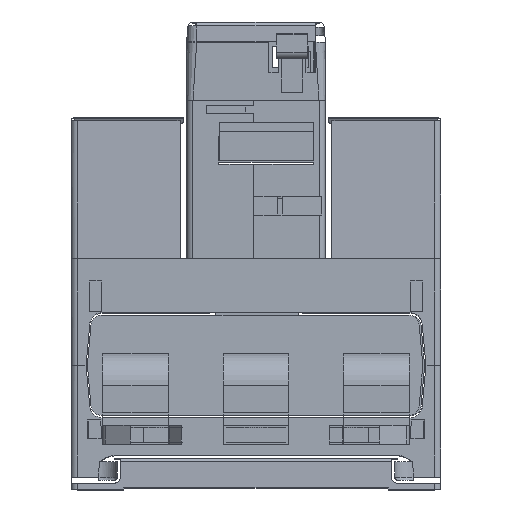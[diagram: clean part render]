
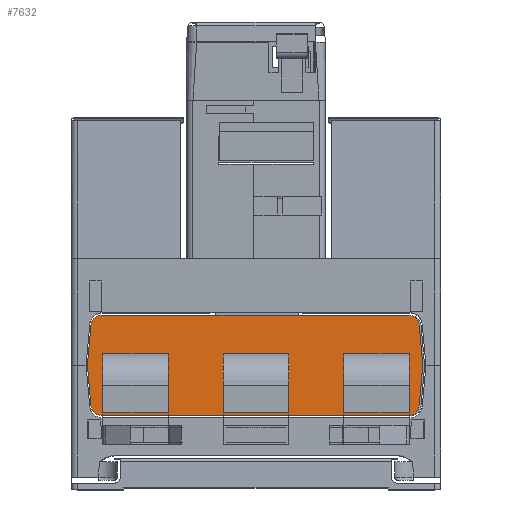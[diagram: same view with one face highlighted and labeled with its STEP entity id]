
A CAD part, top view. The second image highlights one B-rep face of the part: STEP entity #7632.
In plain terms, the highlighted planar face has unit normal (0, 0.009, 1).
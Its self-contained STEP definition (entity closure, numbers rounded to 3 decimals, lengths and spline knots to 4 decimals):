
#7521=CARTESIAN_POINT('',(1.9442,-1.807,1.5701));
#7522=DIRECTION('',(0.,-0.009,-1.));
#7523=DIRECTION('',(0.996,-0.087,0.001));
#7524=AXIS2_PLACEMENT_3D('',#7521,#7522,#7523);
#7526=DIRECTION('',(-1.,0.,0.));
#7527=VECTOR('',#7526,3.9116);
#7528=CARTESIAN_POINT('',(1.9442,-1.9445,1.5713));
#7529=LINE('',#7528,#7527);
#7530=CARTESIAN_POINT('',(-1.9674,-1.807,
1.5701));
#7531=DIRECTION('',(0.,-0.009,-1.));
#7532=DIRECTION('',(0.,-1.,0.009));
#7533=AXIS2_PLACEMENT_3D('',#7530,#7531,#7532);
#7535=DIRECTION('',(-0.087,0.996,-0.009));
#7536=VECTOR('',#7535,0.5095);
#7537=CARTESIAN_POINT('',(-2.1044,-1.819,
1.5702));
#7538=LINE('',#7537,#7536);
#7539=CARTESIAN_POINT('',(-2.1488,-1.3114,
1.5658));
#7540=CARTESIAN_POINT('',(-2.1489,-1.3102,
1.5658));
#7541=CARTESIAN_POINT('',(-2.1491,-1.3077,
1.5657));
#7542=CARTESIAN_POINT('',(-2.1491,-1.3037,
1.5657));
#7543=CARTESIAN_POINT('',(-2.149,-1.3009,
1.5657));
#7544=CARTESIAN_POINT('',(-2.1488,-1.2994,
1.5657));
#7546=DIRECTION('',(0.087,0.996,-0.009));
#7547=VECTOR('',#7546,0.5095);
#7548=CARTESIAN_POINT('',(-2.1488,-1.2994,
1.5657));
#7549=LINE('',#7548,#7547);
#7550=CARTESIAN_POINT('',(-1.9674,-0.8039,
1.5613));
#7551=DIRECTION('',(0.,-0.009,-1.));
#7552=DIRECTION('',(-0.996,0.087,-0.001));
#7553=AXIS2_PLACEMENT_3D('',#7550,#7551,#7552);
#7555=DIRECTION('',(1.,0.,0.));
#7556=VECTOR('',#7555,3.9116);
#7557=CARTESIAN_POINT('',(-1.9674,-0.6663,
1.5601));
#7558=LINE('',#7557,#7556);
#7559=CARTESIAN_POINT('',(1.9442,-0.8039,
1.5613));
#7560=DIRECTION('',(0.,-0.009,-1.));
#7561=DIRECTION('',(0.,1.,-0.009));
#7562=AXIS2_PLACEMENT_3D('',#7559,#7560,#7561);
#7564=DIRECTION('',(0.087,-0.996,0.009));
#7565=VECTOR('',#7564,0.5095);
#7566=CARTESIAN_POINT('',(2.0812,-0.7919,
1.5612));
#7567=LINE('',#7566,#7565);
#7568=CARTESIAN_POINT('',(2.1256,-1.2994,1.5657));
#7569=CARTESIAN_POINT('',(2.1258,-1.3007,1.5657));
#7570=CARTESIAN_POINT('',(2.1259,-1.3032,1.5657));
#7571=CARTESIAN_POINT('',(2.1259,-1.3072,1.5657));
#7572=CARTESIAN_POINT('',(2.1258,-1.31,1.5658));
#7573=CARTESIAN_POINT('',(2.1256,-1.3114,1.5658));
#7575=DIRECTION('',(-0.087,-0.996,0.009));
#7576=VECTOR('',#7575,0.5095);
#7577=CARTESIAN_POINT('',(2.1256,-1.3114,1.5658));
#7578=LINE('',#7577,#7576);
#7579=CARTESIAN_POINT('',(1.9442,-1.9445,1.5713));
#7580=CARTESIAN_POINT('',(2.0812,-1.819,1.5702));
#7581=VERTEX_POINT('',#7579);
#7582=VERTEX_POINT('',#7580);
#7583=CARTESIAN_POINT('',(2.1256,-1.3114,1.5658));
#7584=VERTEX_POINT('',#7583);
#7585=VERTEX_POINT('',#7568);
#7586=CARTESIAN_POINT('',(2.0812,-0.7919,
1.5612));
#7587=VERTEX_POINT('',#7586);
#7588=CARTESIAN_POINT('',(1.9442,-0.6663,
1.5601));
#7589=VERTEX_POINT('',#7588);
#7590=CARTESIAN_POINT('',(-1.9674,-0.6663,
1.5601));
#7591=VERTEX_POINT('',#7590);
#7592=CARTESIAN_POINT('',(-2.1044,-0.7919,
1.5612));
#7593=VERTEX_POINT('',#7592);
#7594=CARTESIAN_POINT('',(-2.1488,-1.2994,
1.5657));
#7595=VERTEX_POINT('',#7594);
#7596=VERTEX_POINT('',#7539);
#7597=CARTESIAN_POINT('',(-2.1044,-1.819,
1.5702));
#7598=VERTEX_POINT('',#7597);
#7599=CARTESIAN_POINT('',(-1.9674,-1.9445,
1.5713));
#7600=VERTEX_POINT('',#7599);
#7601=CARTESIAN_POINT('',(-0.0116,-1.3054,
1.5657));
#7602=DIRECTION('',(0.,0.009,1.));
#7603=DIRECTION('',(1.,0.,0.));
#7604=AXIS2_PLACEMENT_3D('',#7601,#7602,#7603);
#7605=PLANE('',#7604);
#7607=ORIENTED_EDGE('',*,*,#7606,.T.);
#7609=ORIENTED_EDGE('',*,*,#7608,.T.);
#7611=ORIENTED_EDGE('',*,*,#7610,.T.);
#7613=ORIENTED_EDGE('',*,*,#7612,.T.);
#7615=ORIENTED_EDGE('',*,*,#7614,.T.);
#7617=ORIENTED_EDGE('',*,*,#7616,.T.);
#7619=ORIENTED_EDGE('',*,*,#7618,.T.);
#7621=ORIENTED_EDGE('',*,*,#7620,.T.);
#7623=ORIENTED_EDGE('',*,*,#7622,.T.);
#7625=ORIENTED_EDGE('',*,*,#7624,.T.);
#7627=ORIENTED_EDGE('',*,*,#7626,.T.);
#7629=ORIENTED_EDGE('',*,*,#7628,.T.);
#7630=EDGE_LOOP('',(#7607,#7609,#7611,#7613,#7615,#7617,#7619,#7621,#7623,#7625,
#7627,#7629));
#7631=FACE_OUTER_BOUND('',#7630,.F.);
#7632=ADVANCED_FACE('',(#7631),#7605,.T.);
#7525=CIRCLE('',#7524,0.1375);
#7534=CIRCLE('',#7533,0.1375);
#7545=B_SPLINE_CURVE_WITH_KNOTS('',3,(#7539,#7540,#7541,#7542,#7543,#7544),
.UNSPECIFIED.,.F.,.F.,(4,1,1,4),(0.,0.3333,0.6667,1.),
.UNSPECIFIED.);
#7554=CIRCLE('',#7553,0.1375);
#7563=CIRCLE('',#7562,0.1375);
#7574=B_SPLINE_CURVE_WITH_KNOTS('',3,(#7568,#7569,#7570,#7571,#7572,#7573),
.UNSPECIFIED.,.F.,.F.,(4,1,1,4),(0.,0.3333,0.6667,1.),
.UNSPECIFIED.);
#7606=EDGE_CURVE('',#7582,#7581,#7525,.T.);
#7608=EDGE_CURVE('',#7581,#7600,#7529,.T.);
#7610=EDGE_CURVE('',#7600,#7598,#7534,.T.);
#7612=EDGE_CURVE('',#7598,#7596,#7538,.T.);
#7614=EDGE_CURVE('',#7596,#7595,#7545,.T.);
#7616=EDGE_CURVE('',#7595,#7593,#7549,.T.);
#7618=EDGE_CURVE('',#7593,#7591,#7554,.T.);
#7620=EDGE_CURVE('',#7591,#7589,#7558,.T.);
#7622=EDGE_CURVE('',#7589,#7587,#7563,.T.);
#7624=EDGE_CURVE('',#7587,#7585,#7567,.T.);
#7626=EDGE_CURVE('',#7585,#7584,#7574,.T.);
#7628=EDGE_CURVE('',#7584,#7582,#7578,.T.);
